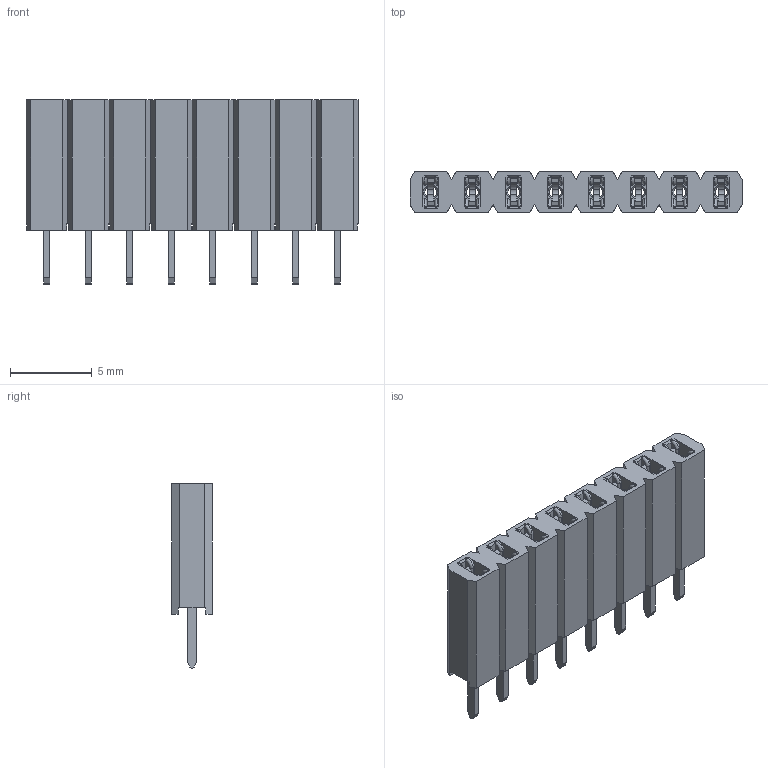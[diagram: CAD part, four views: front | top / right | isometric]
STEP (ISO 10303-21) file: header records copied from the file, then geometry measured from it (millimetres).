
FILE_DESCRIPTION(('FreeCAD Model'),'2;1');
FILE_NAME('Open CASCADE Shape Model','2024-05-23T09:55:11',(''),(''), 'Open CASCADE STEP processor 7.6','FreeCAD','Unknown');
FILE_SCHEMA(('AUTOMOTIVE_DESIGN { 1 0 10303 214 1 1 1 1 }'));
Length unit declared in the file: millimetre
Products named in the file (4): Part; Stiftleiste 8Pol; 001002217; 001002184
Assembly tree (10 placements, depth 3):
  Part
    Stiftleiste 8Pol
      001002217
      001002184  x8
Bounding box: 20.32 x 2.5 x 11.3 mm (x, y, z)
Volume: 328.9 mm3; surface area: 1047.2 mm2
Topology: 9 solids, 9 shells, 652 faces, 1718 edges, 1100 vertices
Faces by surface type: plane 372, cylinder 240, torus 32, cone 8
Full cylindrical faces by diameter (mm): 0.72 x8, 0.78 x8
Entity records: 26210 total; most frequent: CARTESIAN_POINT 5493, DIRECTION 3997, LINE 2488, VECTOR 2488, ORIENTED_EDGE 2008, PCURVE 2008, DEFINITIONAL_REPRESENTATION 2008, EDGE_CURVE 1004
